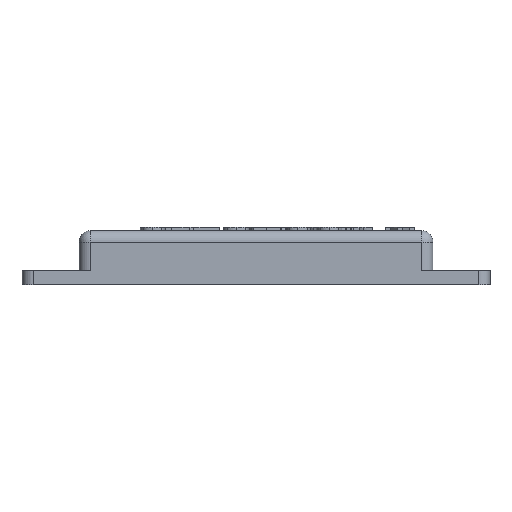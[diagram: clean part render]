
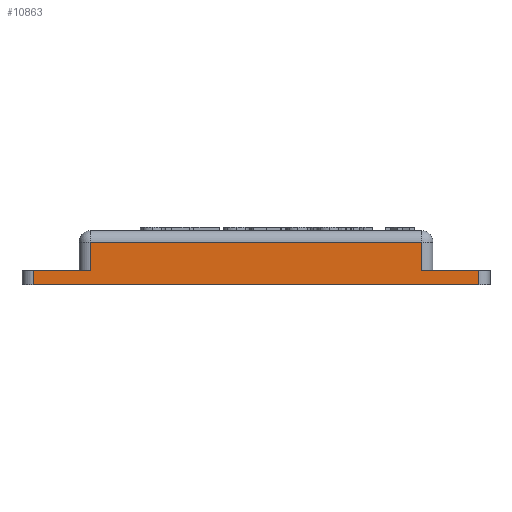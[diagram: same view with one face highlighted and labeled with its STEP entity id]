
A CAD part, front view. The second image highlights one B-rep face of the part: STEP entity #10863.
In plain terms, the highlighted planar face has unit normal (0, -1, 0).
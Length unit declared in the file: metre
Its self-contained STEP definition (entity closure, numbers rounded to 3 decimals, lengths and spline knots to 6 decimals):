
#1041=ORIENTED_EDGE('',*,*,#4326,.T.);
#1042=ORIENTED_EDGE('',*,*,#4327,.F.);
#1043=ORIENTED_EDGE('',*,*,#4328,.T.);
#1044=ORIENTED_EDGE('',*,*,#4329,.T.);
#1045=ORIENTED_EDGE('',*,*,#4330,.F.);
#1046=ORIENTED_EDGE('',*,*,#4331,.F.);
#1047=ORIENTED_EDGE('',*,*,#4332,.T.);
#1048=ORIENTED_EDGE('',*,*,#4333,.T.);
#4326=EDGE_CURVE('',#5968,#5969,#6936,.T.);
#4327=EDGE_CURVE('',#5970,#5969,#6937,.T.);
#4328=EDGE_CURVE('',#5970,#5971,#6938,.T.);
#4329=EDGE_CURVE('',#5971,#5972,#6939,.T.);
#4330=EDGE_CURVE('',#5973,#5972,#6940,.T.);
#4331=EDGE_CURVE('',#5974,#5973,#6941,.T.);
#4332=EDGE_CURVE('',#5974,#5975,#6942,.F.);
#4333=EDGE_CURVE('',#5975,#5968,#6943,.F.);
#5968=VERTEX_POINT('',#15485);
#5969=VERTEX_POINT('',#15486);
#5970=VERTEX_POINT('',#15488);
#5971=VERTEX_POINT('',#15490);
#5972=VERTEX_POINT('',#15492);
#5973=VERTEX_POINT('',#15494);
#5974=VERTEX_POINT('',#15496);
#5975=VERTEX_POINT('',#15498);
#6936=LINE('',#15484,#8197);
#6937=LINE('',#15487,#8198);
#6938=LINE('',#15489,#8199);
#6939=LINE('',#15491,#8200);
#6940=LINE('',#15493,#8201);
#6941=LINE('',#15495,#8202);
#6942=LINE('',#15497,#8203);
#6943=LINE('',#15499,#8204);
#8197=VECTOR('',#12355,1.);
#8198=VECTOR('',#12356,1.);
#8199=VECTOR('',#12357,1.);
#8200=VECTOR('',#12358,1.);
#8201=VECTOR('',#12359,1.);
#8202=VECTOR('',#12360,1.);
#8203=VECTOR('',#12361,1.);
#8204=VECTOR('',#12362,1.);
#9185=EDGE_LOOP('',(#1041,#1042,#1043,#1044,#1045,#1046,#1047,#1048));
#9846=FACE_BOUND('',#9185,.T.);
#10473=PLANE('',#11477);
#10863=ADVANCED_FACE('',(#9846),#10473,.F.);
#11477=AXIS2_PLACEMENT_3D('',#15483,#12353,#12354);
#12353=DIRECTION('',(0.,1.,0.));
#12354=DIRECTION('',(0.,0.,1.));
#12355=DIRECTION('',(0.,0.,-1.));
#12356=DIRECTION('',(1.,0.,0.));
#12357=DIRECTION('',(0.,0.,-1.));
#12358=DIRECTION('',(1.,0.,0.));
#12359=DIRECTION('',(0.,0.,-1.));
#12360=DIRECTION('',(1.,0.,0.));
#12361=DIRECTION('',(0.,0.,-1.));
#12362=DIRECTION('',(1.,0.,0.));
#15483=CARTESIAN_POINT('',(0.,-0.027,0.0125));
#15484=CARTESIAN_POINT('',(-0.029,-0.027,0.0125));
#15485=CARTESIAN_POINT('',(-0.029,-0.027,0.0105));
#15486=CARTESIAN_POINT('',(-0.029,-0.027,0.0055));
#15487=CARTESIAN_POINT('',(0.,-0.027,0.0055));
#15488=CARTESIAN_POINT('',(-0.039,-0.027,0.0055));
#15489=CARTESIAN_POINT('',(-0.039,-0.027,0.0055));
#15490=CARTESIAN_POINT('',(-0.039,-0.027,0.003));
#15491=CARTESIAN_POINT('',(0.,-0.027,0.003));
#15492=CARTESIAN_POINT('',(0.039,-0.027,0.003));
#15493=CARTESIAN_POINT('',(0.039,-0.027,0.0055));
#15494=CARTESIAN_POINT('',(0.039,-0.027,0.0055));
#15495=CARTESIAN_POINT('',(0.,-0.027,0.0055));
#15496=CARTESIAN_POINT('',(0.029,-0.027,0.0055));
#15497=CARTESIAN_POINT('',(0.029,-0.027,0.0125));
#15498=CARTESIAN_POINT('',(0.029,-0.027,0.0105));
#15499=CARTESIAN_POINT('',(-0.031,-0.027,0.0105));
